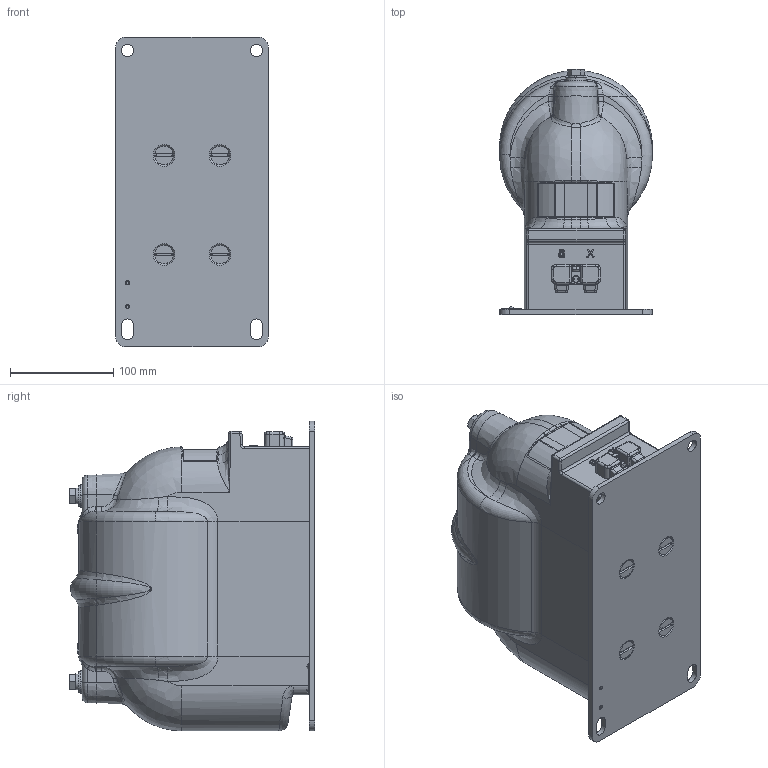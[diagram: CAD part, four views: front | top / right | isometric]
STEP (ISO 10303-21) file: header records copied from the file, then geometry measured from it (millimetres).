
FILE_DESCRIPTION (( 'STEP AP203' ), '1' );
FILE_NAME ('1藤.671241.013.STEP', '2017-05-12T08:49:40', ( '' ), ( '' ), 'SwSTEP 2.0', 'SolidWorks 2010', '' );
FILE_SCHEMA (( 'CONFIG_CONTROL_DESIGN' ));
Length unit declared in the file: millimetre
Products named in the file (1): 1藤.671241.013
Bounding box: 148 x 237.5 x 300 mm (x, y, z)
Surface area: 275189.4 mm2 (no closed solid volume)
Topology: 0 solids, 24 shells, 485 faces, 1332 edges, 851 vertices
Faces by surface type: plane 148, cylinder 122, bspline 111, cone 68, torus 20, sphere 16
Entity records: 22006 total; most frequent: CARTESIAN_POINT 10744, ORIENTED_EDGE 2364, DIRECTION 2152, EDGE_CURVE 1324, VERTEX_POINT 851, AXIS2_PLACEMENT_3D 825, EDGE_LOOP 528, LINE 502
